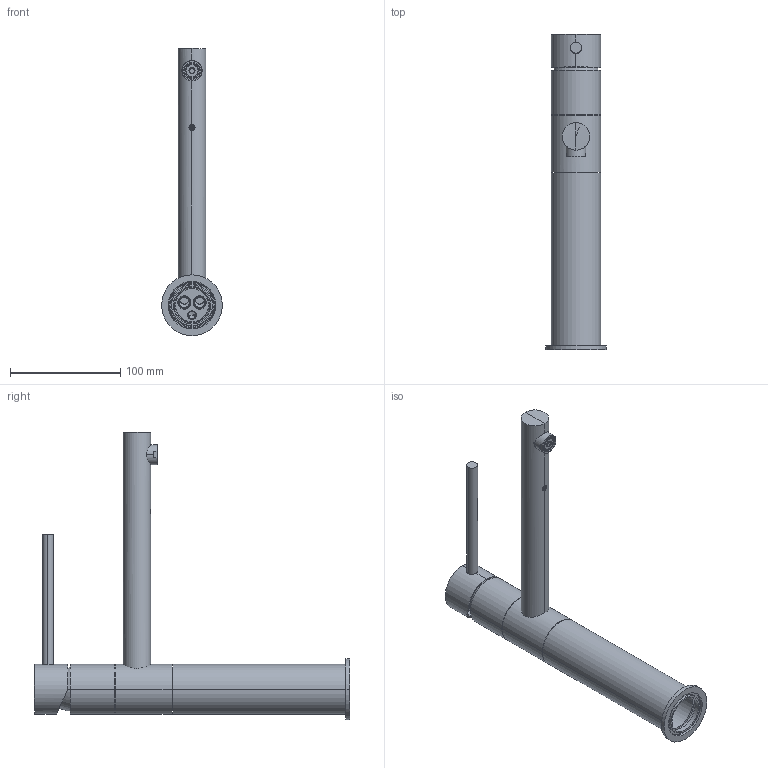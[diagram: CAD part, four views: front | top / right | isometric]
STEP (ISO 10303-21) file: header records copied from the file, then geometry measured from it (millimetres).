
FILE_DESCRIPTION((''),'2;1');
FILE_NAME('BI188CR','2021-04-12T17:14:51',('ut3'),('PAFFONI SpA'),'CREO PARAMETRIC BY PTC INC, 2020044','CREO PARAMETRIC BY PTC INC, 2020044','');
FILE_SCHEMA(('CONFIG_CONTROL_DESIGN','SHAPE_APPEARANCE_LAYERS_GROUPS'));
Length unit declared in the file: millimetre
Products named in the file (1): BI188CR
Bounding box: 55 x 285.8 x 260.22 mm (x, y, z)
Volume: 290271.9 mm3; surface area: 145905.2 mm2
Topology: 2 solids, 2 shells, 1132 faces, 2981 edges, 1888 vertices
Faces by surface type: plane 626, cylinder 323, cone 97, torus 74, sphere 8, bspline 4
Entity records: 47146 total; most frequent: CARTESIAN_POINT 11618, ORIENTED_EDGE 5922, DIRECTION 5736, EDGE_CURVE 2961, AXIS2_PLACEMENT_3D 2056, VERTEX_POINT 1888, VECTOR 1624, LINE 1624
